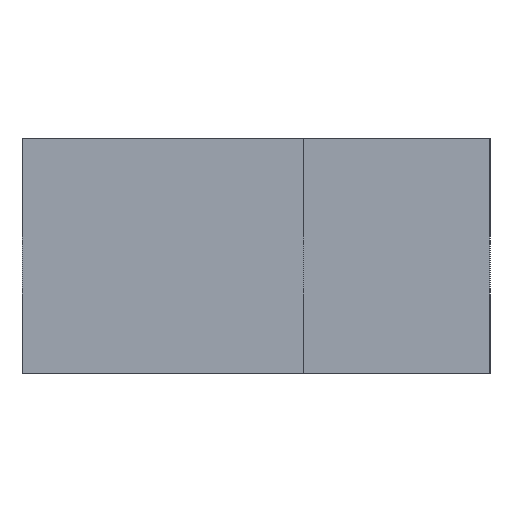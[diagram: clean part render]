
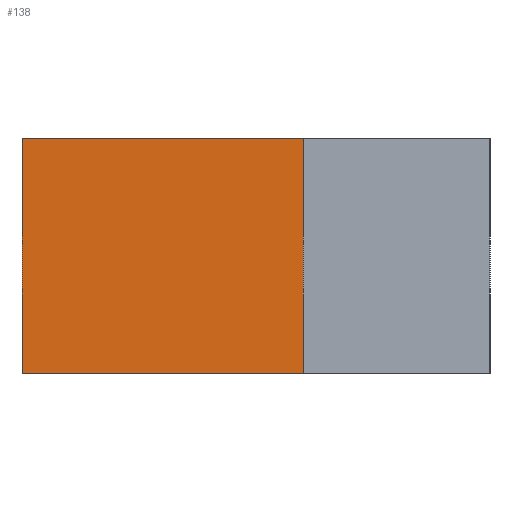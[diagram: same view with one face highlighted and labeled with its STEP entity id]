
A CAD part, left-side view. The second image highlights one B-rep face of the part: STEP entity #138.
In plain terms, the highlighted planar face has unit normal (-1, 0, 0).
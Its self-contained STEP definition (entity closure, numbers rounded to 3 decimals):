
#138=ADVANCED_FACE('',(#490),#492,.T.);
#490=FACE_BOUND('',#491,.T.);
#491=EDGE_LOOP('',(#766,#767,#768,#769));
#492=PLANE('',#493);
#493=AXIS2_PLACEMENT_3D('',#494,#495,#496);
#494=CARTESIAN_POINT('',(69.019,0.,0.));
#495=DIRECTION('',(-1.,0.,0.));
#496=DIRECTION('',(0.,-1.,0.));
#766=ORIENTED_EDGE('',*,*,#959,.T.);
#767=ORIENTED_EDGE('',*,*,#960,.T.);
#768=ORIENTED_EDGE('',*,*,#961,.F.);
#769=ORIENTED_EDGE('',*,*,#912,.F.);
#912=EDGE_CURVE('',#1017,#1019,#1020,.T.);
#959=EDGE_CURVE('',#1017,#1107,#1109,.T.);
#960=EDGE_CURVE('',#1107,#1110,#1111,.T.);
#961=EDGE_CURVE('',#1019,#1110,#1112,.T.);
#1017=VERTEX_POINT('',#1193);
#1019=VERTEX_POINT('',#1197);
#1020=LINE('',#1198,#1199);
#1107=VERTEX_POINT('',#1395);
#1109=LINE('',#1399,#1400);
#1110=VERTEX_POINT('',#1402);
#1111=LINE('',#1403,#1404);
#1112=LINE('',#1406,#1407);
#1193=CARTESIAN_POINT('',(69.019,0.,0.));
#1197=CARTESIAN_POINT('',(69.019,0.,10.));
#1198=CARTESIAN_POINT('',(69.019,0.,0.));
#1199=VECTOR('',#1200,1.);
#1200=DIRECTION('',(0.,0.,1.));
#1395=CARTESIAN_POINT('',(69.019,-12.021,0.));
#1399=CARTESIAN_POINT('',(69.019,0.,0.));
#1400=VECTOR('',#1401,1.);
#1401=DIRECTION('',(0.,-1.,0.));
#1402=CARTESIAN_POINT('',(69.019,-12.021,10.));
#1403=CARTESIAN_POINT('',(69.019,-12.021,0.));
#1404=VECTOR('',#1405,1.);
#1405=DIRECTION('',(0.,0.,1.));
#1406=CARTESIAN_POINT('',(69.019,0.,10.));
#1407=VECTOR('',#1408,1.);
#1408=DIRECTION('',(0.,-1.,0.));
